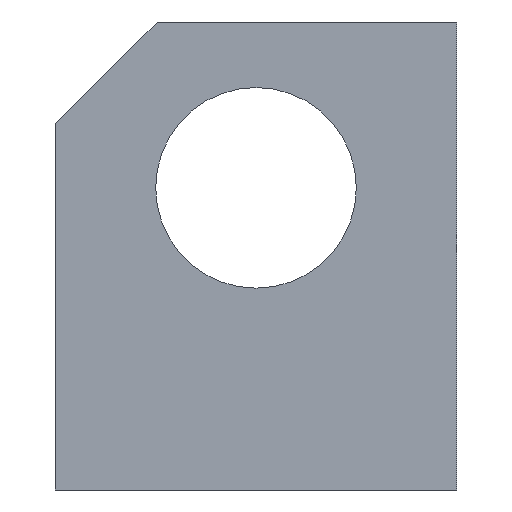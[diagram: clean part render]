
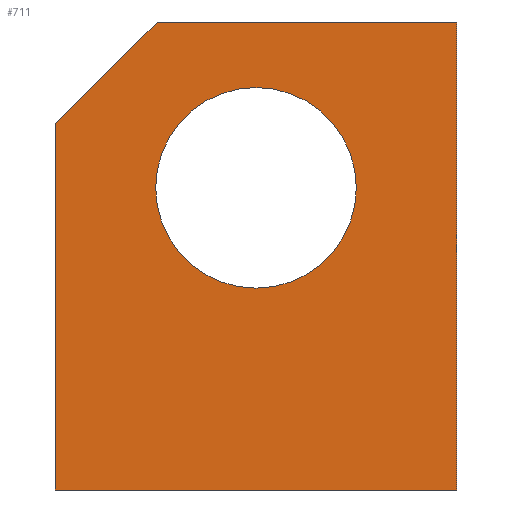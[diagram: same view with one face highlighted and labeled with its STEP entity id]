
A CAD part, left-side view. The second image highlights one B-rep face of the part: STEP entity #711.
In plain terms, the highlighted planar face has unit normal (-1, 0, 0).
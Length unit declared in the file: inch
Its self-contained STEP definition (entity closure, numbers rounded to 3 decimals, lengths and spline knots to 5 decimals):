
#8 = PLANE ( 'NONE',  #180 ) ;
#12 = CARTESIAN_POINT ( 'NONE',  ( -2.04598, 1.5, 0. ) ) ;
#17 = VECTOR ( 'NONE', #267, 39.37008 ) ;
#19 = FACE_BOUND ( 'NONE', #701, .T. ) ;
#26 = CARTESIAN_POINT ( 'NONE',  ( -2.04598, 0., 0. ) ) ;
#32 = VECTOR ( 'NONE', #268, 39.37008 ) ;
#57 = EDGE_CURVE ( 'NONE', #470, #62, #693, .T. ) ;
#62 = VERTEX_POINT ( 'NONE', #761 ) ;
#64 = DIRECTION ( 'NONE',  ( 0., 0., 1. ) ) ;
#85 = DIRECTION ( 'NONE',  ( 0., -1., 0. ) ) ;
#113 = CARTESIAN_POINT ( 'NONE',  ( -2.04598, 1.5, 1.37 ) ) ;
#133 = DIRECTION ( 'NONE',  ( 0., 0., 1. ) ) ;
#138 = CARTESIAN_POINT ( 'NONE',  ( -2.04598, 0., 0. ) ) ;
#148 = CARTESIAN_POINT ( 'NONE',  ( -2.04598, 0.75, 0.755 ) ) ;
#150 = ORIENTED_EDGE ( 'NONE', *, *, #754, .F. ) ;
#165 = EDGE_CURVE ( 'NONE', #695, #62, #310, .T. ) ;
#180 = AXIS2_PLACEMENT_3D ( 'NONE', #12, #307, #679 ) ;
#193 = DIRECTION ( 'NONE',  ( 0., -1., 0. ) ) ;
#197 = FACE_OUTER_BOUND ( 'NONE', #774, .T. ) ;
#205 = CARTESIAN_POINT ( 'NONE',  ( -2.04598, 1.5, 0. ) ) ;
#220 = VERTEX_POINT ( 'NONE', #611 ) ;
#260 = CARTESIAN_POINT ( 'NONE',  ( -2.04598, 1.5, 1.75 ) ) ;
#267 = DIRECTION ( 'NONE',  ( 0., 0.707, -0.707 ) ) ;
#268 = DIRECTION ( 'NONE',  ( 0., 0., 1. ) ) ;
#300 = VERTEX_POINT ( 'NONE', #420 ) ;
#307 = DIRECTION ( 'NONE',  ( 1., 0., 0. ) ) ;
#310 = LINE ( 'NONE', #626, #435 ) ;
#326 = EDGE_CURVE ( 'NONE', #695, #604, #618, .T. ) ;
#332 = LINE ( 'NONE', #26, #32 ) ;
#361 = VERTEX_POINT ( 'NONE', #148 ) ;
#365 = CARTESIAN_POINT ( 'NONE',  ( -2.04598, 1.5, 0. ) ) ;
#402 = EDGE_CURVE ( 'NONE', #604, #300, #332, .T. ) ;
#408 = AXIS2_PLACEMENT_3D ( 'NONE', #645, #455, #776 ) ;
#420 = CARTESIAN_POINT ( 'NONE',  ( -2.04598, 0., 1.75 ) ) ;
#435 = VECTOR ( 'NONE', #133, 39.37008 ) ;
#455 = DIRECTION ( 'NONE',  ( -1., 0., 0. ) ) ;
#458 = ORIENTED_EDGE ( 'NONE', *, *, #610, .F. ) ;
#470 = VERTEX_POINT ( 'NONE', #704 ) ;
#474 = EDGE_CURVE ( 'NONE', #361, #220, #617, .T. ) ;
#484 = VECTOR ( 'NONE', #85, 39.37008 ) ;
#532 = ORIENTED_EDGE ( 'NONE', *, *, #326, .T. ) ;
#549 = CARTESIAN_POINT ( 'NONE',  ( -2.04598, 0.75, 1.13 ) ) ;
#575 = AXIS2_PLACEMENT_3D ( 'NONE', #549, #613, #64 ) ;
#588 = ORIENTED_EDGE ( 'NONE', *, *, #474, .F. ) ;
#604 = VERTEX_POINT ( 'NONE', #138 ) ;
#610 = EDGE_CURVE ( 'NONE', #220, #361, #662, .T. ) ;
#611 = CARTESIAN_POINT ( 'NONE',  ( -2.04598, 0.75, 1.505 ) ) ;
#613 = DIRECTION ( 'NONE',  ( -1., 0., 0. ) ) ;
#617 = CIRCLE ( 'NONE', #408, 0.375 ) ;
#618 = LINE ( 'NONE', #365, #722 ) ;
#626 = CARTESIAN_POINT ( 'NONE',  ( -2.04598, 1.5, 0. ) ) ;
#628 = LINE ( 'NONE', #260, #484 ) ;
#645 = CARTESIAN_POINT ( 'NONE',  ( -2.04598, 0.75, 1.13 ) ) ;
#646 = ORIENTED_EDGE ( 'NONE', *, *, #57, .T. ) ;
#662 = CIRCLE ( 'NONE', #575, 0.375 ) ;
#679 = DIRECTION ( 'NONE',  ( 0., 0., -1. ) ) ;
#693 = LINE ( 'NONE', #113, #17 ) ;
#695 = VERTEX_POINT ( 'NONE', #205 ) ;
#701 = EDGE_LOOP ( 'NONE', ( #458, #588 ) ) ;
#704 = CARTESIAN_POINT ( 'NONE',  ( -2.04598, 1.12, 1.75 ) ) ;
#710 = ORIENTED_EDGE ( 'NONE', *, *, #402, .T. ) ;
#711 = ADVANCED_FACE ( 'NONE', ( #19, #197 ), #8, .F. ) ;
#722 = VECTOR ( 'NONE', #193, 39.37008 ) ;
#733 = ORIENTED_EDGE ( 'NONE', *, *, #165, .F. ) ;
#754 = EDGE_CURVE ( 'NONE', #470, #300, #628, .T. ) ;
#761 = CARTESIAN_POINT ( 'NONE',  ( -2.04598, 1.5, 1.37 ) ) ;
#774 = EDGE_LOOP ( 'NONE', ( #150, #646, #733, #532, #710 ) ) ;
#776 = DIRECTION ( 'NONE',  ( 0., 0., 1. ) ) ;
